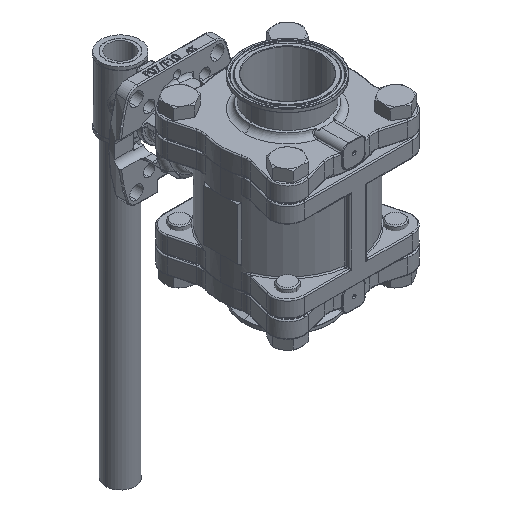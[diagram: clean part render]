
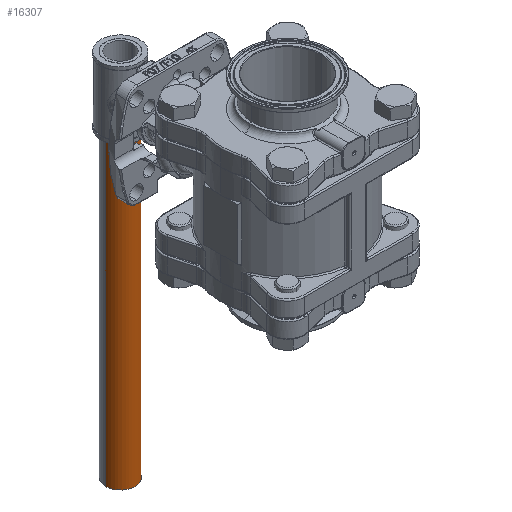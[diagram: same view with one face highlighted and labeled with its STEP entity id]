
A CAD part, isometric view. The second image highlights one B-rep face of the part: STEP entity #16307.
In plain terms, the highlighted cylindrical face has radius 13.35 mm (diameter 26.7 mm), a partial arc.
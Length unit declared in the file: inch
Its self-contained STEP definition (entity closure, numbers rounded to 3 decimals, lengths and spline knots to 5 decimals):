
#3649 = VERTEX_POINT ( 'NONE', #18360 ) ;
#4047 = LINE ( 'NONE', #43542, #47010 ) ;
#8103 = DIRECTION ( 'NONE',  ( 0., 0., 1. ) ) ;
#12723 = EDGE_CURVE ( 'NONE', #59871, #59899, #39219, .T. ) ;
#13014 = DIRECTION ( 'NONE',  ( 1., 0., 0. ) ) ;
#15910 = CARTESIAN_POINT ( 'NONE',  ( 0., 5.87402, 1.1811 ) ) ;
#16307 = ADVANCED_FACE ( 'NONE', ( #62961 ), #16733, .T. ) ;
#16733 = CYLINDRICAL_SURFACE ( 'NONE', #64570, 0.52559 ) ;
#18360 = CARTESIAN_POINT ( 'NONE',  ( -0.52559, 5.87402, 1.1811 ) ) ;
#21117 = VERTEX_POINT ( 'NONE', #32175 ) ;
#25335 = EDGE_CURVE ( 'NONE', #3649, #21117, #66688, .T. ) ;
#26704 = DIRECTION ( 'NONE',  ( -1., 0., 0. ) ) ;
#28188 = EDGE_LOOP ( 'NONE', ( #56422, #31855, #63387, #44990 ) ) ;
#28346 = EDGE_CURVE ( 'NONE', #3649, #59871, #60268, .T. ) ;
#28803 = CARTESIAN_POINT ( 'NONE',  ( -0.52559, 5.87402, 1.1811 ) ) ;
#31855 = ORIENTED_EDGE ( 'NONE', *, *, #25335, .F. ) ;
#31935 = AXIS2_PLACEMENT_3D ( 'NONE', #66824, #45271, #13014 ) ;
#32175 = CARTESIAN_POINT ( 'NONE',  ( 0.52559, 5.87402, 1.1811 ) ) ;
#38371 = DIRECTION ( 'NONE',  ( 0., 0., -1. ) ) ;
#39219 = CIRCLE ( 'NONE', #31935, 0.52559 ) ;
#43542 = CARTESIAN_POINT ( 'NONE',  ( 0.52559, 5.87402, 1.1811 ) ) ;
#44871 = AXIS2_PLACEMENT_3D ( 'NONE', #45539, #8103, #56544 ) ;
#44990 = ORIENTED_EDGE ( 'NONE', *, *, #12723, .T. ) ;
#45271 = DIRECTION ( 'NONE',  ( 0., 0., 1. ) ) ;
#45539 = CARTESIAN_POINT ( 'NONE',  ( 0., 5.87402, 1.1811 ) ) ;
#47010 = VECTOR ( 'NONE', #38371, 39.37008 ) ;
#49378 = VECTOR ( 'NONE', #56308, 39.37008 ) ;
#50855 = CARTESIAN_POINT ( 'NONE',  ( -0.52559, 5.87402, -11.81102 ) ) ;
#55392 = EDGE_CURVE ( 'NONE', #21117, #59899, #4047, .T. ) ;
#56308 = DIRECTION ( 'NONE',  ( 0., 0., -1. ) ) ;
#56422 = ORIENTED_EDGE ( 'NONE', *, *, #55392, .F. ) ;
#56544 = DIRECTION ( 'NONE',  ( 1., 0., 0. ) ) ;
#58915 = DIRECTION ( 'NONE',  ( 0., 0., -1. ) ) ;
#59871 = VERTEX_POINT ( 'NONE', #50855 ) ;
#59899 = VERTEX_POINT ( 'NONE', #67032 ) ;
#60268 = LINE ( 'NONE', #28803, #49378 ) ;
#62961 = FACE_OUTER_BOUND ( 'NONE', #28188, .T. ) ;
#63387 = ORIENTED_EDGE ( 'NONE', *, *, #28346, .T. ) ;
#64570 = AXIS2_PLACEMENT_3D ( 'NONE', #15910, #58915, #26704 ) ;
#66688 = CIRCLE ( 'NONE', #44871, 0.52559 ) ;
#66824 = CARTESIAN_POINT ( 'NONE',  ( 0., 5.87402, -11.81102 ) ) ;
#67032 = CARTESIAN_POINT ( 'NONE',  ( 0.52559, 5.87402, -11.81102 ) ) ;
